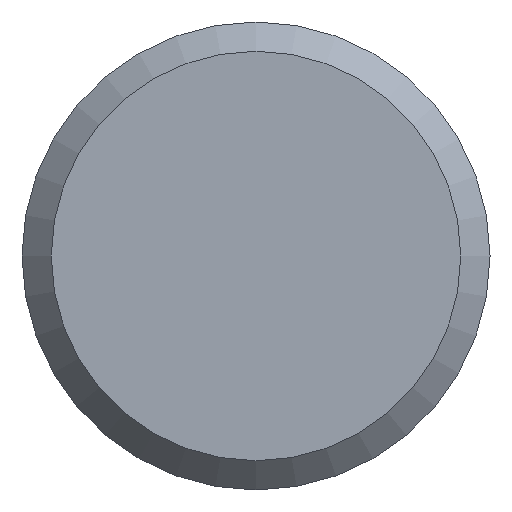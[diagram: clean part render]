
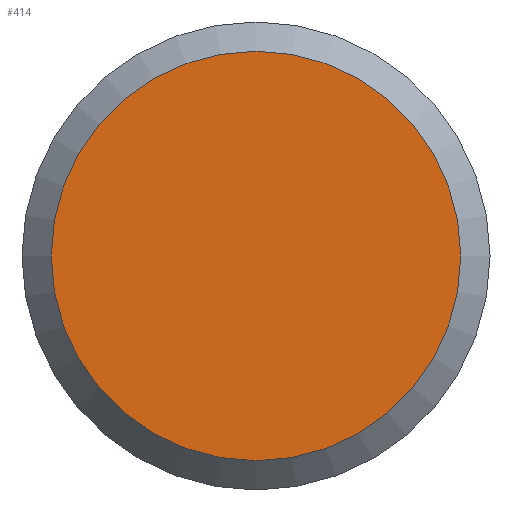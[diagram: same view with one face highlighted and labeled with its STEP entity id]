
A CAD part, front view. The second image highlights one B-rep face of the part: STEP entity #414.
In plain terms, the highlighted planar face has unit normal (0, -1, 0).
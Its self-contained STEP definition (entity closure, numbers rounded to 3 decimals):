
#45=PLANE('',#485);
#66=FACE_OUTER_BOUND('',#100,.T.);
#100=EDGE_LOOP('',(#322));
#130=CIRCLE('',#479,5.25);
#196=VERTEX_POINT('',#697);
#238=EDGE_CURVE('',#196,#196,#130,.T.);
#322=ORIENTED_EDGE('',*,*,#238,.F.);
#414=ADVANCED_FACE('',(#66),#45,.T.);
#479=AXIS2_PLACEMENT_3D('',#698,#580,#581);
#485=AXIS2_PLACEMENT_3D('',#710,#594,#595);
#580=DIRECTION('center_axis',(0.,1.,0.));
#581=DIRECTION('ref_axis',(-1.,0.,0.));
#594=DIRECTION('center_axis',(0.,-1.,0.));
#595=DIRECTION('ref_axis',(0.,0.,-1.));
#697=CARTESIAN_POINT('',(5.25,0.,0.));
#698=CARTESIAN_POINT('Origin',(0.,0.,
0.));
#710=CARTESIAN_POINT('Origin',(5.55,0.,0.));
